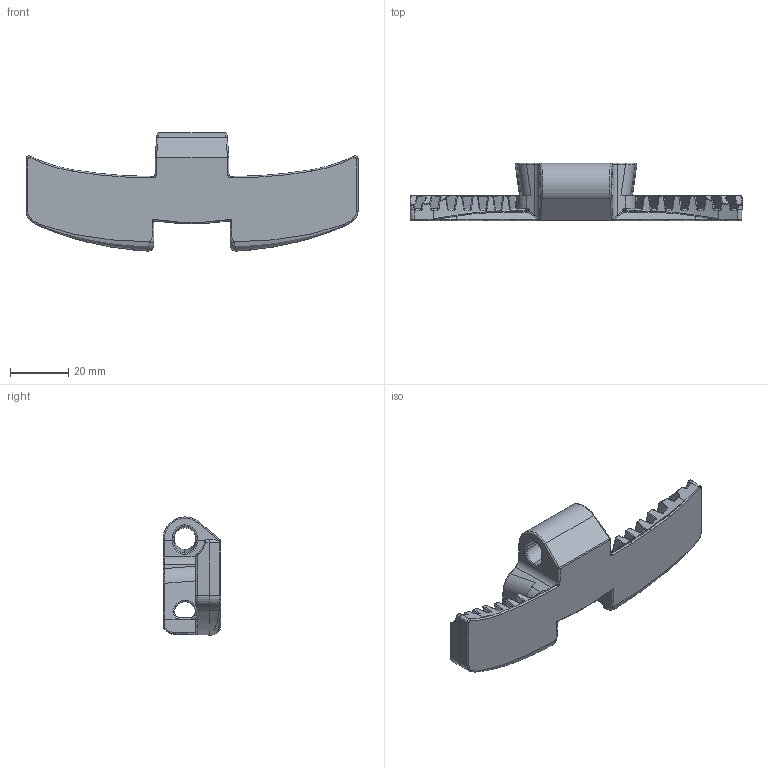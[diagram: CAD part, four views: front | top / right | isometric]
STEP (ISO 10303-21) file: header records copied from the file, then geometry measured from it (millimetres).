
FILE_DESCRIPTION((''),'2;1');
FILE_NAME('P1641','2024-05-23T08:58:14',('joakim.vodder'),(''),'CREO PARAMETRIC BY PTC INC, 2023134','CREO PARAMETRIC BY PTC INC, 2023134','');
FILE_SCHEMA(('AUTOMOTIVE_DESIGN { 1 0 10303 214 1 1 1 1 }'));
Products named in the file (1): P1641
Bounding box: 114.3 x 19.9 x 40.69 mm (x, y, z)
Volume: 22958.8 mm3; surface area: 13337.2 mm2
Topology: 1 solids, 1 shells, 1246 faces, 3130 edges, 1910 vertices
Faces by surface type: plane 567, cylinder 275, bspline 260, torus 63, sphere 60, cone 19, extrusion 2
Entity records: 65644 total; most frequent: CARTESIAN_POINT 28437, ORIENTED_EDGE 6256, DIRECTION 5075, PRESENTATION_STYLE_ASSIGNMENT 3129, STYLED_ITEM 3129, CURVE_STYLE 3128, EDGE_CURVE 3128, VERTEX_POINT 1910
